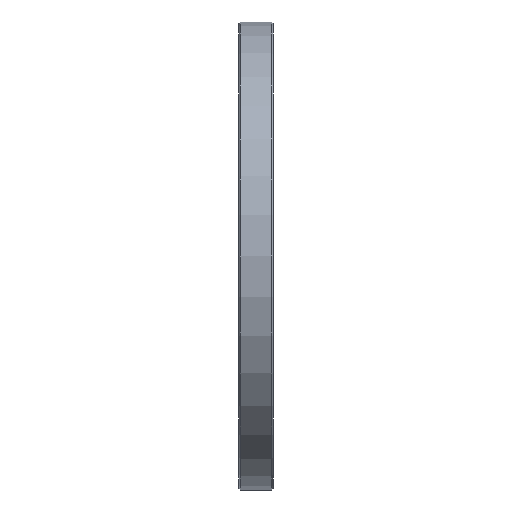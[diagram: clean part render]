
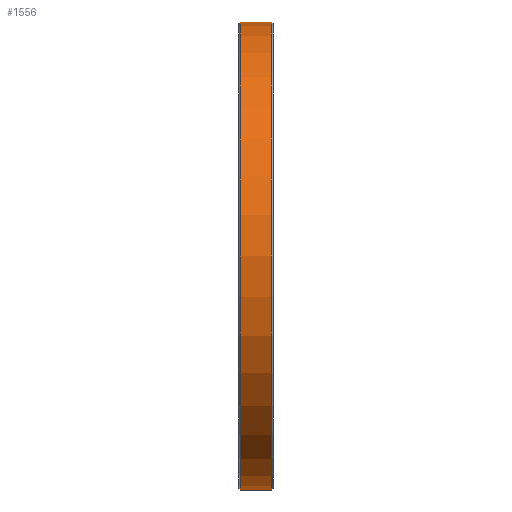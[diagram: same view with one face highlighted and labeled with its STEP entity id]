
A CAD part, front view. The second image highlights one B-rep face of the part: STEP entity #1556.
In plain terms, the highlighted cylindrical face has radius 82.5 mm (diameter 165 mm), a partial arc.
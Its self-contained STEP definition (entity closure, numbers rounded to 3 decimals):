
#19 = CIRCLE ( 'NONE', #764, 82.5 ) ;
#128 = VERTEX_POINT ( 'NONE', #603 ) ;
#136 = CARTESIAN_POINT ( 'NONE',  ( 11.6, 0., 0. ) ) ;
#225 = ORIENTED_EDGE ( 'NONE', *, *, #524, .T. ) ;
#246 = CARTESIAN_POINT ( 'NONE',  ( 0.4, 0., 82.5 ) ) ;
#280 = CARTESIAN_POINT ( 'NONE',  ( 12., 0., 82.5 ) ) ;
#310 = FACE_OUTER_BOUND ( 'NONE', #2051, .T. ) ;
#311 = DIRECTION ( 'NONE',  ( 0., 0., -1. ) ) ;
#396 = VERTEX_POINT ( 'NONE', #646 ) ;
#460 = DIRECTION ( 'NONE',  ( -1., 0., 0. ) ) ;
#461 = EDGE_CURVE ( 'NONE', #128, #396, #1047, .T. ) ;
#524 = EDGE_CURVE ( 'NONE', #128, #808, #19, .T. ) ;
#603 = CARTESIAN_POINT ( 'NONE',  ( 11.6, 0., -82.5 ) ) ;
#627 = CARTESIAN_POINT ( 'NONE',  ( 12., 0., -82.5 ) ) ;
#646 = CARTESIAN_POINT ( 'NONE',  ( 0.4, 0., -82.5 ) ) ;
#705 = CARTESIAN_POINT ( 'NONE',  ( 11.6, 0., 82.5 ) ) ;
#764 = AXIS2_PLACEMENT_3D ( 'NONE', #136, #1290, #311 ) ;
#808 = VERTEX_POINT ( 'NONE', #705 ) ;
#810 = VECTOR ( 'NONE', #460, 1000. ) ;
#870 = DIRECTION ( 'NONE',  ( 1., 0., 0. ) ) ;
#900 = ORIENTED_EDGE ( 'NONE', *, *, #1932, .T. ) ;
#947 = DIRECTION ( 'NONE',  ( 0., 0., 1. ) ) ;
#1047 = LINE ( 'NONE', #627, #1906 ) ;
#1068 = AXIS2_PLACEMENT_3D ( 'NONE', #1832, #870, #1997 ) ;
#1140 = ORIENTED_EDGE ( 'NONE', *, *, #461, .F. ) ;
#1188 = ORIENTED_EDGE ( 'NONE', *, *, #1531, .T. ) ;
#1268 = DIRECTION ( 'NONE',  ( -1., 0., 0. ) ) ;
#1290 = DIRECTION ( 'NONE',  ( -1., 0., 0. ) ) ;
#1414 = VERTEX_POINT ( 'NONE', #246 ) ;
#1427 = CARTESIAN_POINT ( 'NONE',  ( 12., 0., 0. ) ) ;
#1480 = AXIS2_PLACEMENT_3D ( 'NONE', #1427, #1268, #947 ) ;
#1531 = EDGE_CURVE ( 'NONE', #808, #1414, #2105, .T. ) ;
#1554 = CYLINDRICAL_SURFACE ( 'NONE', #1480, 82.5 ) ;
#1556 = ADVANCED_FACE ( 'NONE', ( #310 ), #1554, .T. ) ;
#1832 = CARTESIAN_POINT ( 'NONE',  ( 0.4, 0., 0. ) ) ;
#1906 = VECTOR ( 'NONE', #2087, 1000. ) ;
#1932 = EDGE_CURVE ( 'NONE', #1414, #396, #2102, .T. ) ;
#1997 = DIRECTION ( 'NONE',  ( 0., 0., -1. ) ) ;
#2051 = EDGE_LOOP ( 'NONE', ( #1140, #225, #1188, #900 ) ) ;
#2087 = DIRECTION ( 'NONE',  ( -1., 0., 0. ) ) ;
#2102 = CIRCLE ( 'NONE', #1068, 82.5 ) ;
#2105 = LINE ( 'NONE', #280, #810 ) ;
